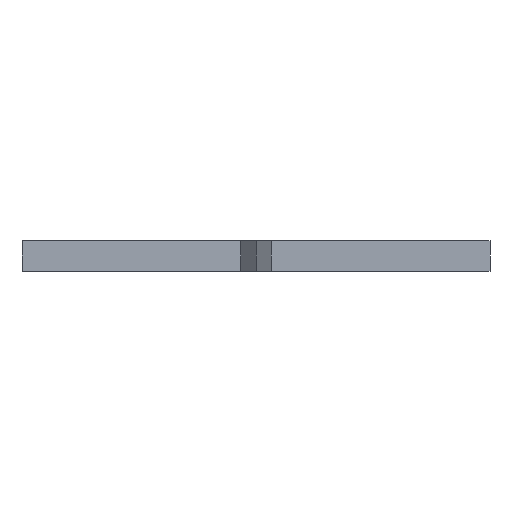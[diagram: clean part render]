
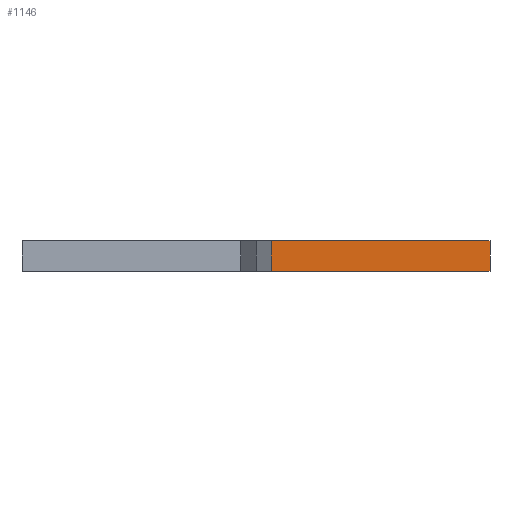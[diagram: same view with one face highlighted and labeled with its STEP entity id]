
A CAD part, front view. The second image highlights one B-rep face of the part: STEP entity #1146.
In plain terms, the highlighted planar face has unit normal (0, -1, 0).
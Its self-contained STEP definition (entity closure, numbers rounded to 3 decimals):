
#30=PLANE('',#1175);
#89=FACE_OUTER_BOUND('',#149,.T.);
#149=EDGE_LOOP('',(#960,#961,#962,#963));
#253=LINE('',#1682,#360);
#311=LINE('',#1953,#418);
#312=LINE('',#1956,#419);
#313=LINE('',#1957,#420);
#360=VECTOR('',#1218,10.);
#418=VECTOR('',#1300,10.);
#419=VECTOR('',#1303,10.);
#420=VECTOR('',#1304,10.);
#499=VERTEX_POINT('',#1679);
#500=VERTEX_POINT('',#1681);
#545=VERTEX_POINT('',#1951);
#546=VERTEX_POINT('',#1955);
#629=EDGE_CURVE('',#500,#499,#253,.T.);
#703=EDGE_CURVE('',#499,#545,#311,.T.);
#704=EDGE_CURVE('',#546,#545,#312,.T.);
#705=EDGE_CURVE('',#500,#546,#313,.T.);
#960=ORIENTED_EDGE('',*,*,#629,.T.);
#961=ORIENTED_EDGE('',*,*,#703,.T.);
#962=ORIENTED_EDGE('',*,*,#704,.F.);
#963=ORIENTED_EDGE('',*,*,#705,.F.);
#1146=ADVANCED_FACE('',(#89),#30,.T.);
#1175=AXIS2_PLACEMENT_3D('',#1954,#1301,#1302);
#1218=DIRECTION('',(-1.,0.,0.));
#1300=DIRECTION('',(0.,0.,-1.));
#1301=DIRECTION('center_axis',(0.,-1.,0.));
#1302=DIRECTION('ref_axis',(-1.,0.,0.));
#1303=DIRECTION('',(-1.,0.,0.));
#1304=DIRECTION('',(0.,0.,-1.));
#1679=CARTESIAN_POINT('',(15.319,-13.512,2.));
#1681=CARTESIAN_POINT('',(29.756,-13.512,2.));
#1682=CARTESIAN_POINT('',(29.756,-13.512,2.));
#1951=CARTESIAN_POINT('',(15.319,-13.512,0.));
#1953=CARTESIAN_POINT('',(15.319,-13.512,2.));
#1954=CARTESIAN_POINT('Origin',(29.756,-13.512,2.));
#1955=CARTESIAN_POINT('',(29.756,-13.512,0.));
#1956=CARTESIAN_POINT('',(29.756,-13.512,0.));
#1957=CARTESIAN_POINT('',(29.756,-13.512,2.));
